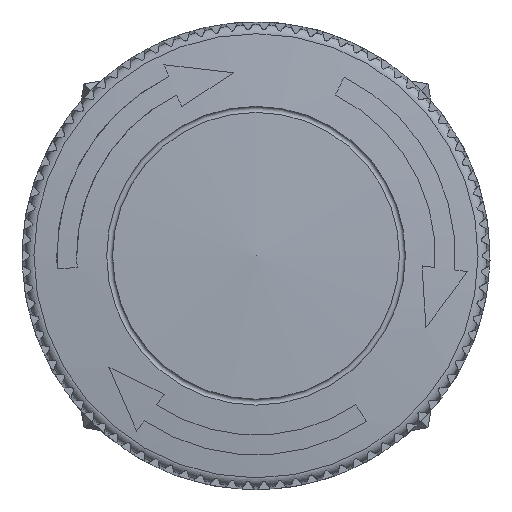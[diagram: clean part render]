
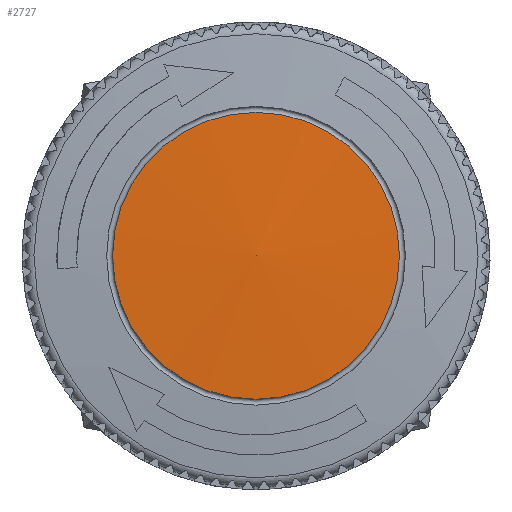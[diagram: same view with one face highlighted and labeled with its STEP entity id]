
A CAD part, front view. The second image highlights one B-rep face of the part: STEP entity #2727.
In plain terms, the highlighted spherical face has radius 100 mm.
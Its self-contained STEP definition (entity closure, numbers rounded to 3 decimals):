
#2727 = ADVANCED_FACE( '', ( #5983 ), #5984, .T. );
#5983 = FACE_OUTER_BOUND( '', #12541, .T. );
#5984 = SPHERICAL_SURFACE( '', #12542, 100. );
#12541 = EDGE_LOOP( '', ( #24212 ) );
#12542 = AXIS2_PLACEMENT_3D( '', #24213, #24214, #24215 );
#24212 = ORIENTED_EDGE( '', *, *, #32721, .F. );
#24213 = CARTESIAN_POINT( '', ( 0., 84.549, -0.208 ) );
#24214 = DIRECTION( '', ( 0., 1., 0. ) );
#24215 = DIRECTION( '', ( 1., 0., 0. ) );
#32721 = EDGE_CURVE( '', #39790, #39790, #39791, .T. );
#39790 = VERTEX_POINT( '', #53926 );
#39791 = CIRCLE( '', #53927, 7.2 );
#53926 = CARTESIAN_POINT( '', ( -7.2, -15.192, -0.208 ) );
#53927 = AXIS2_PLACEMENT_3D( '', #61324, #61325, #61326 );
#61324 = CARTESIAN_POINT( '', ( 0., -15.192, -0.208 ) );
#61325 = DIRECTION( '', ( 0., 1., 0. ) );
#61326 = DIRECTION( '', ( -1., 0., 0. ) );
